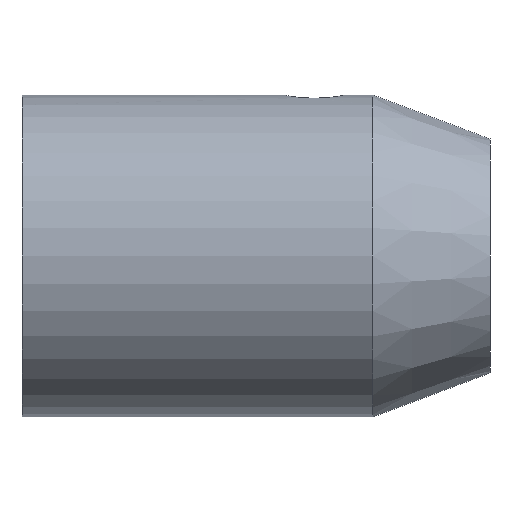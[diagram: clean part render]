
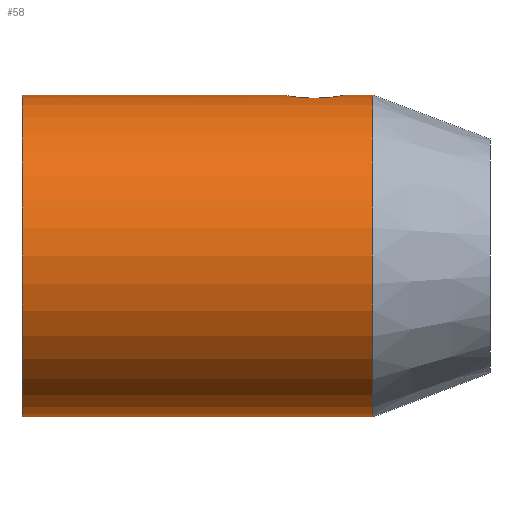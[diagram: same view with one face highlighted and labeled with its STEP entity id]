
A CAD part, front view. The second image highlights one B-rep face of the part: STEP entity #58.
In plain terms, the highlighted cylindrical face has radius 11 mm (diameter 22 mm), a partial arc.
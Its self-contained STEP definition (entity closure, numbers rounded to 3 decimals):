
#7 = VERTEX_POINT ( 'NONE', #444 ) ;
#13 = CARTESIAN_POINT ( 'NONE',  ( 24., 0., -11. ) ) ;
#17 = CARTESIAN_POINT ( 'NONE',  ( 21.887, -0.932, 10.961 ) ) ;
#31 = CARTESIAN_POINT ( 'NONE',  ( 18.613, -1.582, 10.886 ) ) ;
#43 = EDGE_CURVE ( 'NONE', #7, #519, #613, .T. ) ;
#49 = CARTESIAN_POINT ( 'NONE',  ( 0., 0., 0. ) ) ;
#56 = CARTESIAN_POINT ( 'NONE',  ( 0., 0., 11. ) ) ;
#58 = ADVANCED_FACE ( 'NONE', ( #260 ), #603, .T. ) ;
#62 = DIRECTION ( 'NONE',  ( -1., 0., 0. ) ) ;
#76 = CARTESIAN_POINT ( 'NONE',  ( 22.1, -0.139, 11. ) ) ;
#77 = CARTESIAN_POINT ( 'NONE',  ( 19.724, -2.086, 10.8 ) ) ;
#82 = CARTESIAN_POINT ( 'NONE',  ( 17.9, -0.137, 11. ) ) ;
#94 = ORIENTED_EDGE ( 'NONE', *, *, #487, .F. ) ;
#100 = DIRECTION ( 'NONE',  ( 0., 0., 1. ) ) ;
#139 = CIRCLE ( 'NONE', #390, 11. ) ;
#143 = CARTESIAN_POINT ( 'NONE',  ( 18.008, -0.677, 10.98 ) ) ;
#180 = ORIENTED_EDGE ( 'NONE', *, *, #43, .T. ) ;
#185 = CARTESIAN_POINT ( 'NONE',  ( 18.719, -1.67, 10.873 ) ) ;
#188 = CARTESIAN_POINT ( 'NONE',  ( 20.552, -2.044, 10.809 ) ) ;
#190 = EDGE_CURVE ( 'NONE', #283, #376, #560, .T. ) ;
#215 = VECTOR ( 'NONE', #298, 1000. ) ;
#225 = CARTESIAN_POINT ( 'NONE',  ( 24., 0., 0. ) ) ;
#229 = CARTESIAN_POINT ( 'NONE',  ( 18.946, -1.822, 10.848 ) ) ;
#230 = ORIENTED_EDGE ( 'NONE', *, *, #314, .T. ) ;
#237 = CARTESIAN_POINT ( 'NONE',  ( 21.581, -1.389, 10.912 ) ) ;
#253 = CARTESIAN_POINT ( 'NONE',  ( 0., 0., 11. ) ) ;
#260 = FACE_OUTER_BOUND ( 'NONE', #309, .T. ) ;
#263 = DIRECTION ( 'NONE',  ( 0., 0., 1. ) ) ;
#273 = AXIS2_PLACEMENT_3D ( 'NONE', #556, #292, #652 ) ;
#283 = VERTEX_POINT ( 'NONE', #414 ) ;
#285 = CARTESIAN_POINT ( 'NONE',  ( 21.67, -1.281, 10.926 ) ) ;
#288 = CARTESIAN_POINT ( 'NONE',  ( 19.454, -2.033, 10.811 ) ) ;
#289 = CARTESIAN_POINT ( 'NONE',  ( 17.968, -0.546, 10.987 ) ) ;
#292 = DIRECTION ( 'NONE',  ( -1., 0., 0. ) ) ;
#297 = CARTESIAN_POINT ( 'NONE',  ( 22.1, 0., 11. ) ) ;
#298 = DIRECTION ( 'NONE',  ( -1., 0., 0. ) ) ;
#304 = ORIENTED_EDGE ( 'NONE', *, *, #494, .T. ) ;
#309 = EDGE_LOOP ( 'NONE', ( #94, #517, #180, #304, #230, #471 ) ) ;
#314 = EDGE_CURVE ( 'NONE', #537, #376, #631, .T. ) ;
#332 = CARTESIAN_POINT ( 'NONE',  ( 21.992, -0.678, 10.98 ) ) ;
#337 = CARTESIAN_POINT ( 'NONE',  ( 22.086, -0.276, 10.997 ) ) ;
#353 = B_SPLINE_CURVE_WITH_KNOTS ( 'NONE', 3,
 ( #589, #76, #337, #387, #332, #17, #377, #285, #237, #596, #432, #188, #593, #541, #77, #288, #486, #425, #229, #185, #31, #474, #551, #605, #439, #143, #289, #492, #82, #392 ),
 .UNSPECIFIED., .F., .F.,
 ( 4, 2, 2, 2, 2, 2, 2, 2, 2, 2, 2, 2, 2, 2, 4 ),
 ( 0., 0., 0.001, 0.001, 0.002, 0.002, 0.003, 0.004, 0.004, 0.005, 0.005, 0.005, 0.006, 0.006, 0.007 ),
 .UNSPECIFIED. ) ;
#364 = VERTEX_POINT ( 'NONE', #13 ) ;
#376 = VERTEX_POINT ( 'NONE', #421 ) ;
#377 = CARTESIAN_POINT ( 'NONE',  ( 21.822, -1.053, 10.95 ) ) ;
#382 = CARTESIAN_POINT ( 'NONE',  ( 0., 0., -11. ) ) ;
#387 = CARTESIAN_POINT ( 'NONE',  ( 22.033, -0.545, 10.987 ) ) ;
#390 = AXIS2_PLACEMENT_3D ( 'NONE', #225, #62, #100 ) ;
#392 = CARTESIAN_POINT ( 'NONE',  ( 17.9, 0., 11. ) ) ;
#414 = CARTESIAN_POINT ( 'NONE',  ( 0., 0., -11. ) ) ;
#416 = DIRECTION ( 'NONE',  ( -1., 0., 0. ) ) ;
#421 = CARTESIAN_POINT ( 'NONE',  ( 0., 0., 11. ) ) ;
#425 = CARTESIAN_POINT ( 'NONE',  ( 19.069, -1.887, 10.837 ) ) ;
#432 = CARTESIAN_POINT ( 'NONE',  ( 21.057, -1.835, 10.846 ) ) ;
#439 = CARTESIAN_POINT ( 'NONE',  ( 18.113, -0.931, 10.961 ) ) ;
#443 = CARTESIAN_POINT ( 'NONE',  ( 17.9, 0., 11. ) ) ;
#444 = CARTESIAN_POINT ( 'NONE',  ( 24., 0., 11. ) ) ;
#455 = DIRECTION ( 'NONE',  ( -1., 0., 0. ) ) ;
#466 = VECTOR ( 'NONE', #416, 1000. ) ;
#471 = ORIENTED_EDGE ( 'NONE', *, *, #190, .F. ) ;
#474 = CARTESIAN_POINT ( 'NONE',  ( 18.417, -1.387, 10.913 ) ) ;
#482 = LINE ( 'NONE', #382, #543 ) ;
#486 = CARTESIAN_POINT ( 'NONE',  ( 19.323, -1.993, 10.818 ) ) ;
#487 = EDGE_CURVE ( 'NONE', #364, #283, #482, .T. ) ;
#492 = CARTESIAN_POINT ( 'NONE',  ( 17.914, -0.277, 10.997 ) ) ;
#494 = EDGE_CURVE ( 'NONE', #519, #537, #353, .T. ) ;
#517 = ORIENTED_EDGE ( 'NONE', *, *, #602, .T. ) ;
#519 = VERTEX_POINT ( 'NONE', #297 ) ;
#537 = VERTEX_POINT ( 'NONE', #443 ) ;
#541 = CARTESIAN_POINT ( 'NONE',  ( 19.863, -2.1, 10.798 ) ) ;
#543 = VECTOR ( 'NONE', #638, 1000. ) ;
#551 = CARTESIAN_POINT ( 'NONE',  ( 18.331, -1.281, 10.926 ) ) ;
#556 = CARTESIAN_POINT ( 'NONE',  ( 0., 0., 0. ) ) ;
#560 = CIRCLE ( 'NONE', #273, 11. ) ;
#589 = CARTESIAN_POINT ( 'NONE',  ( 22.1, 0., 11. ) ) ;
#593 = CARTESIAN_POINT ( 'NONE',  ( 20.275, -2.1, 10.798 ) ) ;
#596 = CARTESIAN_POINT ( 'NONE',  ( 21.291, -1.678, 10.873 ) ) ;
#602 = EDGE_CURVE ( 'NONE', #364, #7, #139, .T. ) ;
#603 = CYLINDRICAL_SURFACE ( 'NONE', #647, 11. ) ;
#605 = CARTESIAN_POINT ( 'NONE',  ( 18.179, -1.054, 10.95 ) ) ;
#613 = LINE ( 'NONE', #253, #215 ) ;
#631 = LINE ( 'NONE', #56, #466 ) ;
#638 = DIRECTION ( 'NONE',  ( -1., 0., 0. ) ) ;
#647 = AXIS2_PLACEMENT_3D ( 'NONE', #49, #455, #263 ) ;
#652 = DIRECTION ( 'NONE',  ( 0., 0., 1. ) ) ;
